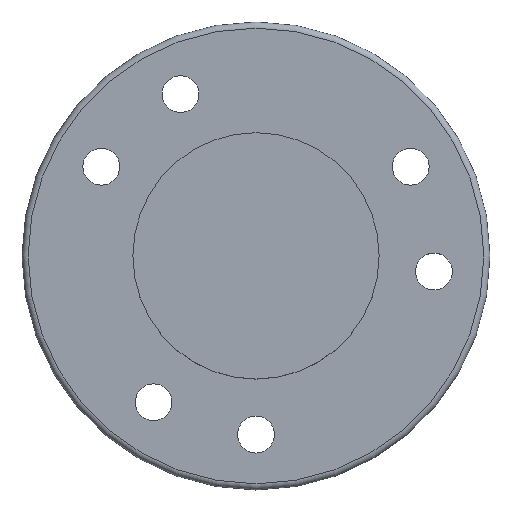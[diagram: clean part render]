
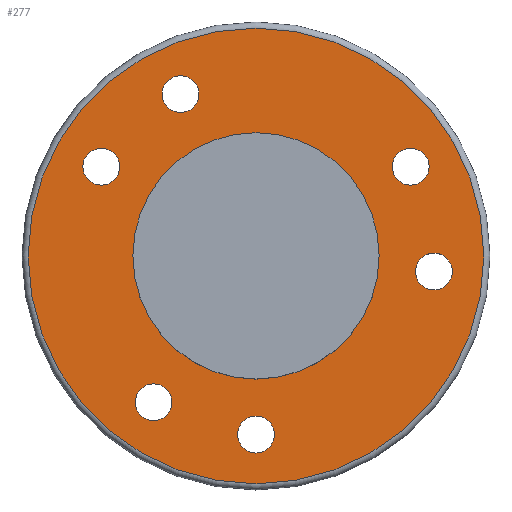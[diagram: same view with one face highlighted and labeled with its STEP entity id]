
A CAD part, top view. The second image highlights one B-rep face of the part: STEP entity #277.
In plain terms, the highlighted planar face has unit normal (0, 0, 1).
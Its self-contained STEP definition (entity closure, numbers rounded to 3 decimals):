
#16=FACE_BOUND('',#46,.T.);
#17=FACE_BOUND('',#47,.T.);
#18=FACE_BOUND('',#48,.T.);
#19=FACE_BOUND('',#49,.T.);
#20=FACE_BOUND('',#50,.T.);
#21=FACE_BOUND('',#51,.T.);
#22=FACE_BOUND('',#52,.T.);
#29=PLANE('',#312);
#33=FACE_OUTER_BOUND('',#45,.T.);
#45=EDGE_LOOP('',(#193,#194));
#46=EDGE_LOOP('',(#195,#196));
#47=EDGE_LOOP('',(#197,#198));
#48=EDGE_LOOP('',(#199,#200));
#49=EDGE_LOOP('',(#201,#202));
#50=EDGE_LOOP('',(#203,#204));
#51=EDGE_LOOP('',(#205,#206));
#52=EDGE_LOOP('',(#207));
#88=CIRCLE('',#313,18.5);
#89=CIRCLE('',#314,18.5);
#90=CIRCLE('',#315,1.495);
#91=CIRCLE('',#316,1.495);
#92=CIRCLE('',#317,1.5);
#93=CIRCLE('',#318,1.5);
#94=CIRCLE('',#319,1.495);
#95=CIRCLE('',#320,1.495);
#96=CIRCLE('',#321,1.5);
#97=CIRCLE('',#322,1.5);
#98=CIRCLE('',#323,1.5);
#99=CIRCLE('',#324,1.5);
#100=CIRCLE('',#325,1.495);
#101=CIRCLE('',#326,1.495);
#102=CIRCLE('',#327,10.);
#120=VERTEX_POINT('',#460);
#121=VERTEX_POINT('',#461);
#122=VERTEX_POINT('',#464);
#123=VERTEX_POINT('',#465);
#124=VERTEX_POINT('',#468);
#125=VERTEX_POINT('',#469);
#126=VERTEX_POINT('',#472);
#127=VERTEX_POINT('',#473);
#128=VERTEX_POINT('',#476);
#129=VERTEX_POINT('',#477);
#130=VERTEX_POINT('',#480);
#131=VERTEX_POINT('',#481);
#132=VERTEX_POINT('',#484);
#133=VERTEX_POINT('',#485);
#134=VERTEX_POINT('',#488);
#152=EDGE_CURVE('',#120,#121,#88,.T.);
#153=EDGE_CURVE('',#121,#120,#89,.T.);
#154=EDGE_CURVE('',#122,#123,#90,.T.);
#155=EDGE_CURVE('',#123,#122,#91,.T.);
#156=EDGE_CURVE('',#124,#125,#92,.T.);
#157=EDGE_CURVE('',#125,#124,#93,.T.);
#158=EDGE_CURVE('',#126,#127,#94,.T.);
#159=EDGE_CURVE('',#127,#126,#95,.T.);
#160=EDGE_CURVE('',#128,#129,#96,.T.);
#161=EDGE_CURVE('',#129,#128,#97,.T.);
#162=EDGE_CURVE('',#130,#131,#98,.T.);
#163=EDGE_CURVE('',#131,#130,#99,.T.);
#164=EDGE_CURVE('',#132,#133,#100,.T.);
#165=EDGE_CURVE('',#133,#132,#101,.T.);
#166=EDGE_CURVE('',#134,#134,#102,.T.);
#193=ORIENTED_EDGE('',*,*,#152,.T.);
#194=ORIENTED_EDGE('',*,*,#153,.T.);
#195=ORIENTED_EDGE('',*,*,#154,.F.);
#196=ORIENTED_EDGE('',*,*,#155,.F.);
#197=ORIENTED_EDGE('',*,*,#156,.F.);
#198=ORIENTED_EDGE('',*,*,#157,.F.);
#199=ORIENTED_EDGE('',*,*,#158,.F.);
#200=ORIENTED_EDGE('',*,*,#159,.F.);
#201=ORIENTED_EDGE('',*,*,#160,.F.);
#202=ORIENTED_EDGE('',*,*,#161,.F.);
#203=ORIENTED_EDGE('',*,*,#162,.F.);
#204=ORIENTED_EDGE('',*,*,#163,.F.);
#205=ORIENTED_EDGE('',*,*,#164,.F.);
#206=ORIENTED_EDGE('',*,*,#165,.F.);
#207=ORIENTED_EDGE('',*,*,#166,.F.);
#277=ADVANCED_FACE('',(#33,#16,#17,#18,#19,#20,#21,#22),#29,.T.);
#312=AXIS2_PLACEMENT_3D('',#459,#363,#364);
#313=AXIS2_PLACEMENT_3D('',#462,#365,#366);
#314=AXIS2_PLACEMENT_3D('',#463,#367,#368);
#315=AXIS2_PLACEMENT_3D('',#466,#369,#370);
#316=AXIS2_PLACEMENT_3D('',#467,#371,#372);
#317=AXIS2_PLACEMENT_3D('',#470,#373,#374);
#318=AXIS2_PLACEMENT_3D('',#471,#375,#376);
#319=AXIS2_PLACEMENT_3D('',#474,#377,#378);
#320=AXIS2_PLACEMENT_3D('',#475,#379,#380);
#321=AXIS2_PLACEMENT_3D('',#478,#381,#382);
#322=AXIS2_PLACEMENT_3D('',#479,#383,#384);
#323=AXIS2_PLACEMENT_3D('',#482,#385,#386);
#324=AXIS2_PLACEMENT_3D('',#483,#387,#388);
#325=AXIS2_PLACEMENT_3D('',#486,#389,#390);
#326=AXIS2_PLACEMENT_3D('',#487,#391,#392);
#327=AXIS2_PLACEMENT_3D('',#489,#393,#394);
#363=DIRECTION('center_axis',(0.,0.,1.));
#364=DIRECTION('ref_axis',(1.,0.,0.));
#365=DIRECTION('center_axis',(0.,0.,1.));
#366=DIRECTION('ref_axis',(1.,0.,0.));
#367=DIRECTION('center_axis',(0.,0.,1.));
#368=DIRECTION('ref_axis',(1.,0.,0.));
#369=DIRECTION('center_axis',(0.,0.,1.));
#370=DIRECTION('ref_axis',(1.,0.,0.));
#371=DIRECTION('center_axis',(0.,0.,1.));
#372=DIRECTION('ref_axis',(1.,0.,0.));
#373=DIRECTION('center_axis',(0.,0.,1.));
#374=DIRECTION('ref_axis',(1.,0.,0.));
#375=DIRECTION('center_axis',(0.,0.,1.));
#376=DIRECTION('ref_axis',(1.,0.,0.));
#377=DIRECTION('center_axis',(0.,0.,1.));
#378=DIRECTION('ref_axis',(1.,0.,0.));
#379=DIRECTION('center_axis',(0.,0.,1.));
#380=DIRECTION('ref_axis',(1.,0.,0.));
#381=DIRECTION('center_axis',(0.,0.,1.));
#382=DIRECTION('ref_axis',(1.,0.,0.));
#383=DIRECTION('center_axis',(0.,0.,1.));
#384=DIRECTION('ref_axis',(1.,0.,0.));
#385=DIRECTION('center_axis',(0.,0.,1.));
#386=DIRECTION('ref_axis',(1.,0.,0.));
#387=DIRECTION('center_axis',(0.,0.,1.));
#388=DIRECTION('ref_axis',(1.,0.,0.));
#389=DIRECTION('center_axis',(0.,0.,1.));
#390=DIRECTION('ref_axis',(1.,0.,0.));
#391=DIRECTION('center_axis',(0.,0.,1.));
#392=DIRECTION('ref_axis',(1.,0.,0.));
#393=DIRECTION('center_axis',(0.,0.,1.));
#394=DIRECTION('ref_axis',(1.,0.,0.));
#459=CARTESIAN_POINT('Origin',(0.,0.,35.));
#460=CARTESIAN_POINT('',(18.5,0.,35.));
#461=CARTESIAN_POINT('',(-18.5,0.,35.));
#462=CARTESIAN_POINT('Origin',(0.,0.,
35.));
#463=CARTESIAN_POINT('Origin',(0.,0.,
35.));
#464=CARTESIAN_POINT('',(-6.822,-11.878,35.));
#465=CARTESIAN_POINT('',(-9.812,-11.878,35.));
#466=CARTESIAN_POINT('Origin',(-8.317,-11.878,35.));
#467=CARTESIAN_POINT('Origin',(-8.317,-11.878,35.));
#468=CARTESIAN_POINT('',(-11.057,7.25,35.));
#469=CARTESIAN_POINT('',(-14.057,7.25,35.));
#470=CARTESIAN_POINT('Origin',(-12.557,7.25,35.));
#471=CARTESIAN_POINT('Origin',(-12.557,7.25,35.));
#472=CARTESIAN_POINT('',(-4.633,13.141,35.));
#473=CARTESIAN_POINT('',(-7.623,13.141,35.));
#474=CARTESIAN_POINT('Origin',(-6.128,13.141,35.));
#475=CARTESIAN_POINT('Origin',(-6.128,13.141,35.));
#476=CARTESIAN_POINT('',(14.057,7.25,35.));
#477=CARTESIAN_POINT('',(11.057,7.25,35.));
#478=CARTESIAN_POINT('Origin',(12.557,7.25,35.));
#479=CARTESIAN_POINT('Origin',(12.557,7.25,35.));
#480=CARTESIAN_POINT('',(1.5,-14.5,35.));
#481=CARTESIAN_POINT('',(-1.5,-14.5,35.));
#482=CARTESIAN_POINT('Origin',(0.,-14.5,35.));
#483=CARTESIAN_POINT('Origin',(0.,-14.5,35.));
#484=CARTESIAN_POINT('',(15.94,-1.264,35.));
#485=CARTESIAN_POINT('',(12.95,-1.264,35.));
#486=CARTESIAN_POINT('Origin',(14.445,-1.264,35.));
#487=CARTESIAN_POINT('Origin',(14.445,-1.264,35.));
#488=CARTESIAN_POINT('',(10.,0.,35.));
#489=CARTESIAN_POINT('Origin',(0.,0.,35.));
